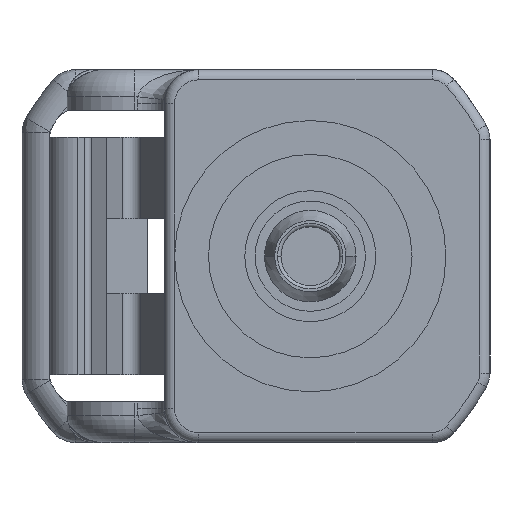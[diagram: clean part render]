
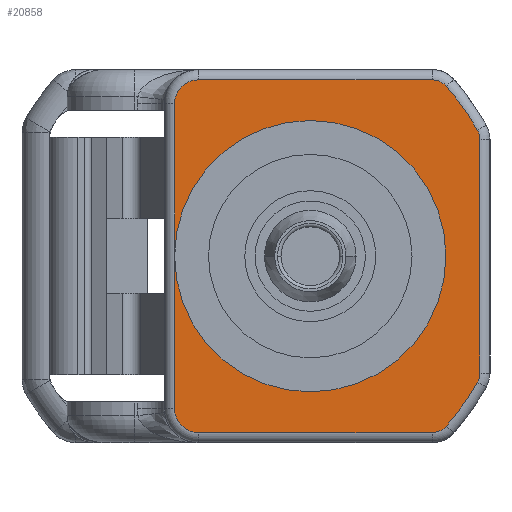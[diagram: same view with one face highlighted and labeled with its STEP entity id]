
A CAD part, left-side view. The second image highlights one B-rep face of the part: STEP entity #20858.
In plain terms, the highlighted planar face has unit normal (-1, 0, 0).
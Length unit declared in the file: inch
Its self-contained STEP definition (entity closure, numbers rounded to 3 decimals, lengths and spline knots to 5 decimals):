
#482=CARTESIAN_POINT('',(-0.34488,0.,0.));
#483=DIRECTION('',(1.,0.,0.));
#484=DIRECTION('',(0.,-1.,0.));
#485=AXIS2_PLACEMENT_3D('',#482,#483,#484);
#487=CARTESIAN_POINT('',(-0.34488,0.,0.));
#488=DIRECTION('',(1.,0.,0.));
#489=DIRECTION('',(0.,1.,0.));
#490=AXIS2_PLACEMENT_3D('',#487,#488,#489);
#492=DIRECTION('',(0.,0.,1.));
#493=VECTOR('',#492,0.17717);
#494=CARTESIAN_POINT('',(-0.34488,0.15748,0.));
#495=LINE('',#494,#493);
#496=CARTESIAN_POINT('',(-0.34488,0.12992,
0.17717));
#497=DIRECTION('',(1.,0.,0.));
#498=DIRECTION('',(0.,1.,0.));
#499=AXIS2_PLACEMENT_3D('',#496,#497,#498);
#501=DIRECTION('',(0.,-1.,0.));
#502=VECTOR('',#501,0.27162);
#503=CARTESIAN_POINT('',(-0.34488,0.12992,
0.20472));
#504=LINE('',#503,#502);
#505=CARTESIAN_POINT('',(-0.34488,-0.1417,
0.18307));
#506=DIRECTION('',(1.,0.,0.));
#507=DIRECTION('',(0.,0.,1.));
#508=AXIS2_PLACEMENT_3D('',#505,#506,#507);
#510=CARTESIAN_POINT('',(-0.34488,0.06693,0.));
#511=DIRECTION('',(1.,0.,0.));
#512=DIRECTION('',(0.,-0.752,0.66));
#513=AXIS2_PLACEMENT_3D('',#510,#511,#512);
#515=CARTESIAN_POINT('',(-0.34488,-0.1752,
0.1357));
#516=DIRECTION('',(1.,0.,0.));
#517=DIRECTION('',(0.,-0.872,0.489));
#518=AXIS2_PLACEMENT_3D('',#515,#516,#517);
#520=DIRECTION('',(0.,0.,-1.));
#521=VECTOR('',#520,0.2714);
#522=CARTESIAN_POINT('',(-0.34488,-0.19685,
0.1357));
#523=LINE('',#522,#521);
#524=CARTESIAN_POINT('',(-0.34488,-0.1752,
-0.1357));
#525=DIRECTION('',(1.,0.,0.));
#526=DIRECTION('',(0.,-1.,0.));
#527=AXIS2_PLACEMENT_3D('',#524,#525,#526);
#529=CARTESIAN_POINT('',(-0.34488,0.06693,0.));
#530=DIRECTION('',(1.,0.,0.));
#531=DIRECTION('',(0.,-0.872,-0.489));
#532=AXIS2_PLACEMENT_3D('',#529,#530,#531);
#534=CARTESIAN_POINT('',(-0.34488,-0.1417,
-0.18307));
#535=DIRECTION('',(1.,0.,0.));
#536=DIRECTION('',(0.,-0.752,-0.66));
#537=AXIS2_PLACEMENT_3D('',#534,#535,#536);
#539=DIRECTION('',(0.,1.,0.));
#540=VECTOR('',#539,0.27162);
#541=CARTESIAN_POINT('',(-0.34488,-0.14169,
-0.20472));
#542=LINE('',#541,#540);
#543=CARTESIAN_POINT('',(-0.34488,0.12992,
-0.17717));
#544=DIRECTION('',(1.,0.,0.));
#545=DIRECTION('',(0.,0.,-1.));
#546=AXIS2_PLACEMENT_3D('',#543,#544,#545);
#548=DIRECTION('',(0.,0.,1.));
#549=VECTOR('',#548,0.17717);
#550=CARTESIAN_POINT('',(-0.34488,0.15748,
-0.17717));
#551=LINE('',#550,#549);
#18667=CARTESIAN_POINT('',(-0.34488,0.15748,
0.17717));
#18668=CARTESIAN_POINT('',(-0.34488,0.12992,
0.20472));
#18669=VERTEX_POINT('',#18667);
#18670=VERTEX_POINT('',#18668);
#18675=CARTESIAN_POINT('',(-0.34488,0.12992,
-0.20472));
#18676=CARTESIAN_POINT('',(-0.34488,0.15748,
-0.17717));
#18677=VERTEX_POINT('',#18675);
#18678=VERTEX_POINT('',#18676);
#18708=CARTESIAN_POINT('',(-0.34488,-0.1417,
-0.20472));
#18710=VERTEX_POINT('',#18708);
#18711=CARTESIAN_POINT('',(-0.34488,-0.15797,
-0.19735));
#18712=VERTEX_POINT('',#18711);
#18717=CARTESIAN_POINT('',(-0.34488,-0.19409,
-0.14628));
#18718=VERTEX_POINT('',#18717);
#18719=CARTESIAN_POINT('',(-0.34488,-0.19685,
-0.1357));
#18721=VERTEX_POINT('',#18719);
#18724=CARTESIAN_POINT('',(-0.34488,-0.19685,
0.1357));
#18726=VERTEX_POINT('',#18724);
#18727=CARTESIAN_POINT('',(-0.34488,-0.19409,
0.14628));
#18728=VERTEX_POINT('',#18727);
#18733=CARTESIAN_POINT('',(-0.34488,-0.15797,
0.19735));
#18734=VERTEX_POINT('',#18733);
#18735=CARTESIAN_POINT('',(-0.34488,-0.1417,
0.20472));
#18737=VERTEX_POINT('',#18735);
#19913=CARTESIAN_POINT('',(-0.34488,-0.15748,0.));
#19914=CARTESIAN_POINT('',(-0.34488,0.15748,0.));
#19915=VERTEX_POINT('',#19913);
#19916=VERTEX_POINT('',#19914);
#20823=CARTESIAN_POINT('',(-0.34488,-0.19685,
0.19685));
#20824=DIRECTION('',(-1.,0.,0.));
#20825=DIRECTION('',(0.,0.,-1.));
#20826=AXIS2_PLACEMENT_3D('',#20823,#20824,#20825);
#20827=PLANE('',#20826);
#20829=ORIENTED_EDGE('',*,*,#20828,.F.);
#20831=ORIENTED_EDGE('',*,*,#20830,.F.);
#20832=ORIENTED_EDGE('',*,*,#20818,.T.);
#20834=ORIENTED_EDGE('',*,*,#20833,.T.);
#20836=ORIENTED_EDGE('',*,*,#20835,.T.);
#20838=ORIENTED_EDGE('',*,*,#20837,.T.);
#20840=ORIENTED_EDGE('',*,*,#20839,.T.);
#20842=ORIENTED_EDGE('',*,*,#20841,.T.);
#20844=ORIENTED_EDGE('',*,*,#20843,.T.);
#20846=ORIENTED_EDGE('',*,*,#20845,.T.);
#20848=ORIENTED_EDGE('',*,*,#20847,.T.);
#20850=ORIENTED_EDGE('',*,*,#20849,.T.);
#20852=ORIENTED_EDGE('',*,*,#20851,.T.);
#20854=ORIENTED_EDGE('',*,*,#20853,.T.);
#20855=ORIENTED_EDGE('',*,*,#20811,.T.);
#20856=EDGE_LOOP('',(#20829,#20831,#20832,#20834,#20836,#20838,#20840,#20842,
#20844,#20846,#20848,#20850,#20852,#20854,#20855));
#20857=FACE_OUTER_BOUND('',#20856,.F.);
#20858=ADVANCED_FACE('',(#20857),#20827,.T.);
#486=CIRCLE('',#485,0.15748);
#491=CIRCLE('',#490,0.15748);
#500=CIRCLE('',#499,0.02756);
#509=CIRCLE('',#508,0.02165);
#514=CIRCLE('',#513,0.29921);
#519=CIRCLE('',#518,0.02165);
#528=CIRCLE('',#527,0.02165);
#533=CIRCLE('',#532,0.29921);
#538=CIRCLE('',#537,0.02165);
#547=CIRCLE('',#546,0.02756);
#20811=EDGE_CURVE('',#18678,#19916,#551,.T.);
#20818=EDGE_CURVE('',#19916,#18669,#495,.T.);
#20828=EDGE_CURVE('',#19915,#19916,#486,.T.);
#20830=EDGE_CURVE('',#19916,#19915,#491,.T.);
#20833=EDGE_CURVE('',#18669,#18670,#500,.T.);
#20835=EDGE_CURVE('',#18670,#18737,#504,.T.);
#20837=EDGE_CURVE('',#18737,#18734,#509,.T.);
#20839=EDGE_CURVE('',#18734,#18728,#514,.T.);
#20841=EDGE_CURVE('',#18728,#18726,#519,.T.);
#20843=EDGE_CURVE('',#18726,#18721,#523,.T.);
#20845=EDGE_CURVE('',#18721,#18718,#528,.T.);
#20847=EDGE_CURVE('',#18718,#18712,#533,.T.);
#20849=EDGE_CURVE('',#18712,#18710,#538,.T.);
#20851=EDGE_CURVE('',#18710,#18677,#542,.T.);
#20853=EDGE_CURVE('',#18677,#18678,#547,.T.);
